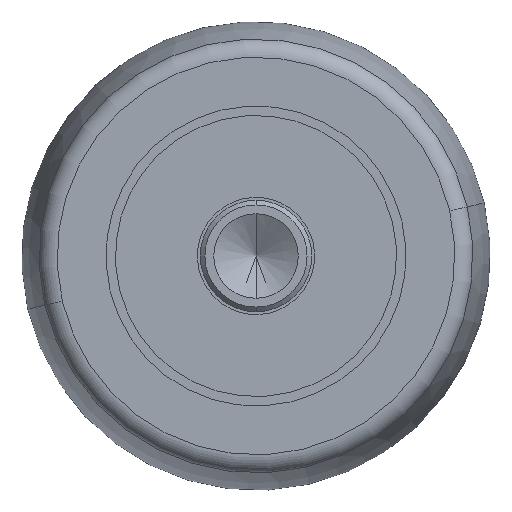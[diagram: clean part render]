
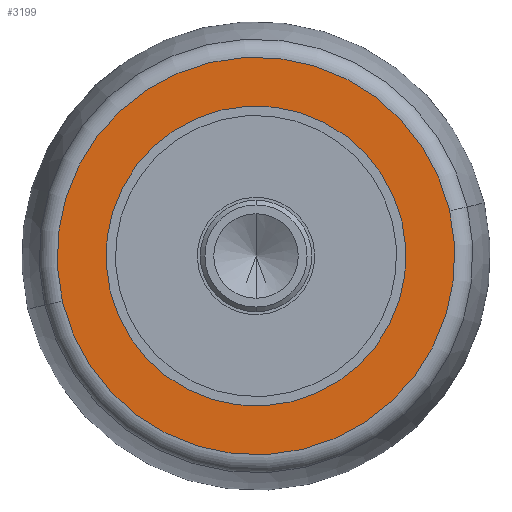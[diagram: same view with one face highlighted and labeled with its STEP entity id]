
A CAD part, front view. The second image highlights one B-rep face of the part: STEP entity #3199.
In plain terms, the highlighted planar face has unit normal (0, -1, 0).
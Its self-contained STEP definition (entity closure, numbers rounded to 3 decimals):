
#81 = EDGE_CURVE ( 'NONE', #2897, #4353, #2380, .T. ) ;
#169 = ORIENTED_EDGE ( 'NONE', *, *, #2538, .F. ) ;
#275 = DIRECTION ( 'NONE',  ( 0., 1., 0. ) ) ;
#357 = DIRECTION ( 'NONE',  ( 0.974, 0., 0.227 ) ) ;
#455 = DIRECTION ( 'NONE',  ( 0., 1., 0. ) ) ;
#506 = VERTEX_POINT ( 'NONE', #3554 ) ;
#796 = CARTESIAN_POINT ( 'NONE',  ( 22.932, -0.286, 67.125 ) ) ;
#947 = CARTESIAN_POINT ( 'NONE',  ( 43.596, -0.286, 71.933 ) ) ;
#1125 = AXIS2_PLACEMENT_3D ( 'NONE', #3010, #275, #357 ) ;
#1249 = AXIS2_PLACEMENT_3D ( 'NONE', #796, #1727, #2557 ) ;
#1351 = CIRCLE ( 'NONE', #1480, 16. ) ;
#1480 = AXIS2_PLACEMENT_3D ( 'NONE', #5391, #455, #2295 ) ;
#1661 = EDGE_CURVE ( 'NONE', #1720, #506, #1351, .T. ) ;
#1693 = CIRCLE ( 'NONE', #1249, 21.216 ) ;
#1720 = VERTEX_POINT ( 'NONE', #5414 ) ;
#1727 = DIRECTION ( 'NONE',  ( 0., 1., 0. ) ) ;
#1781 = CARTESIAN_POINT ( 'NONE',  ( 22.932, -0.286, 67.125 ) ) ;
#2270 = ORIENTED_EDGE ( 'NONE', *, *, #4221, .T. ) ;
#2295 = DIRECTION ( 'NONE',  ( 0.974, 0., 0.227 ) ) ;
#2380 = CIRCLE ( 'NONE', #1125, 21.216 ) ;
#2538 = EDGE_CURVE ( 'NONE', #4353, #2897, #1693, .T. ) ;
#2557 = DIRECTION ( 'NONE',  ( 0.974, 0., 0.227 ) ) ;
#2798 = AXIS2_PLACEMENT_3D ( 'NONE', #1781, #3937, #4894 ) ;
#2864 = CARTESIAN_POINT ( 'NONE',  ( 26.558, -0.286, 51.541 ) ) ;
#2897 = VERTEX_POINT ( 'NONE', #4305 ) ;
#2907 = DIRECTION ( 'NONE',  ( 0., -1., 0. ) ) ;
#3010 = CARTESIAN_POINT ( 'NONE',  ( 22.932, -0.286, 67.125 ) ) ;
#3050 = ORIENTED_EDGE ( 'NONE', *, *, #81, .F. ) ;
#3199 = ADVANCED_FACE ( 'NONE', ( #4623, #4335 ), #5169, .T. ) ;
#3241 = EDGE_LOOP ( 'NONE', ( #2270, #4340 ) ) ;
#3554 = CARTESIAN_POINT ( 'NONE',  ( 38.516, -0.286, 70.751 ) ) ;
#3937 = DIRECTION ( 'NONE',  ( 0., 1., 0. ) ) ;
#4126 = AXIS2_PLACEMENT_3D ( 'NONE', #2864, #2907, #4195 ) ;
#4195 = DIRECTION ( 'NONE',  ( -0.974, 0., -0.227 ) ) ;
#4221 = EDGE_CURVE ( 'NONE', #506, #1720, #5270, .T. ) ;
#4305 = CARTESIAN_POINT ( 'NONE',  ( 2.268, -0.286, 62.317 ) ) ;
#4335 = FACE_OUTER_BOUND ( 'NONE', #5578, .T. ) ;
#4340 = ORIENTED_EDGE ( 'NONE', *, *, #1661, .T. ) ;
#4353 = VERTEX_POINT ( 'NONE', #947 ) ;
#4623 = FACE_BOUND ( 'NONE', #3241, .T. ) ;
#4894 = DIRECTION ( 'NONE',  ( 0.974, 0., 0.227 ) ) ;
#5169 = PLANE ( 'NONE',  #4126 ) ;
#5270 = CIRCLE ( 'NONE', #2798, 16. ) ;
#5391 = CARTESIAN_POINT ( 'NONE',  ( 22.932, -0.286, 67.125 ) ) ;
#5414 = CARTESIAN_POINT ( 'NONE',  ( 7.348, -0.286, 63.499 ) ) ;
#5578 = EDGE_LOOP ( 'NONE', ( #169, #3050 ) ) ;
